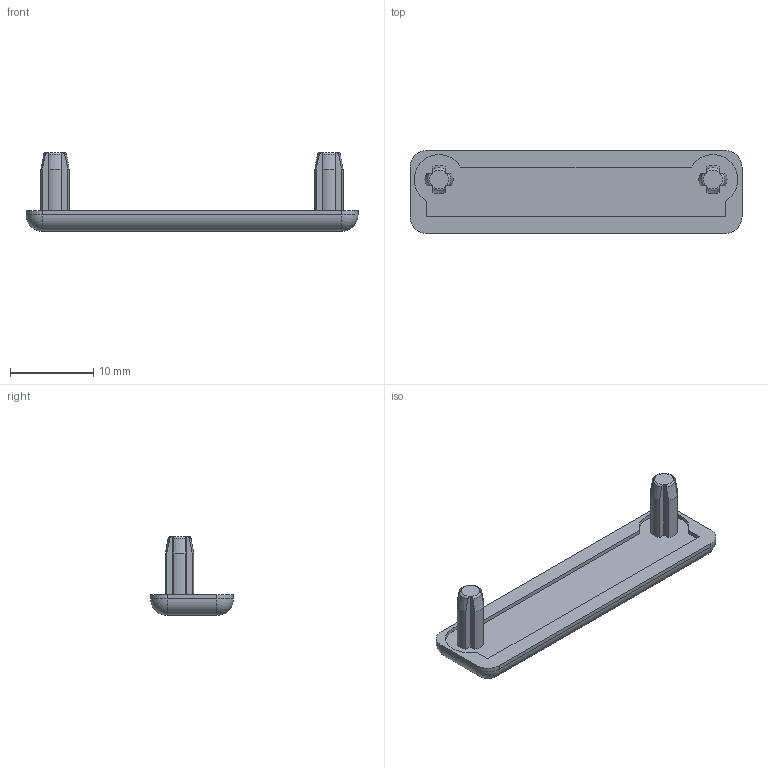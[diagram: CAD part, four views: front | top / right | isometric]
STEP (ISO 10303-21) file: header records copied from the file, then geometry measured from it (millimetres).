
FILE_DESCRIPTION(/* description */ (''),/* implementation_level */ '2;1');
FILE_NAME(/* name */ '221040.stp',/* time_stamp */ '2019-01-19T09:58:12+01:00',/* author */ ('Kvasnička'),/* organization */ ('Alutec K&K'),/* preprocessor_version */ 'ST-DEVELOPER v17',/* originating_system */ 'Autodesk Inventor 2018',/* authorisation */ '');
FILE_SCHEMA (('AUTOMOTIVE_DESIGN { 1 0 10303 214 3 1 1 }'));
Length unit declared in the file: millimetre
Products named in the file (1): 221040
Bounding box: 40 x 10 x 9.5 mm (x, y, z)
Volume: 902.4 mm3; surface area: 1167.9 mm2
Topology: 1 solids, 1 shells, 75 faces, 198 edges, 128 vertices
Faces by surface type: plane 29, cylinder 26, torus 8, cone 8, sphere 4
Entity records: 2459 total; most frequent: CARTESIAN_POINT 578, ORIENTED_EDGE 396, DIRECTION 386, EDGE_CURVE 198, AXIS2_PLACEMENT_3D 144, VERTEX_POINT 128, LINE 98, VECTOR 98
